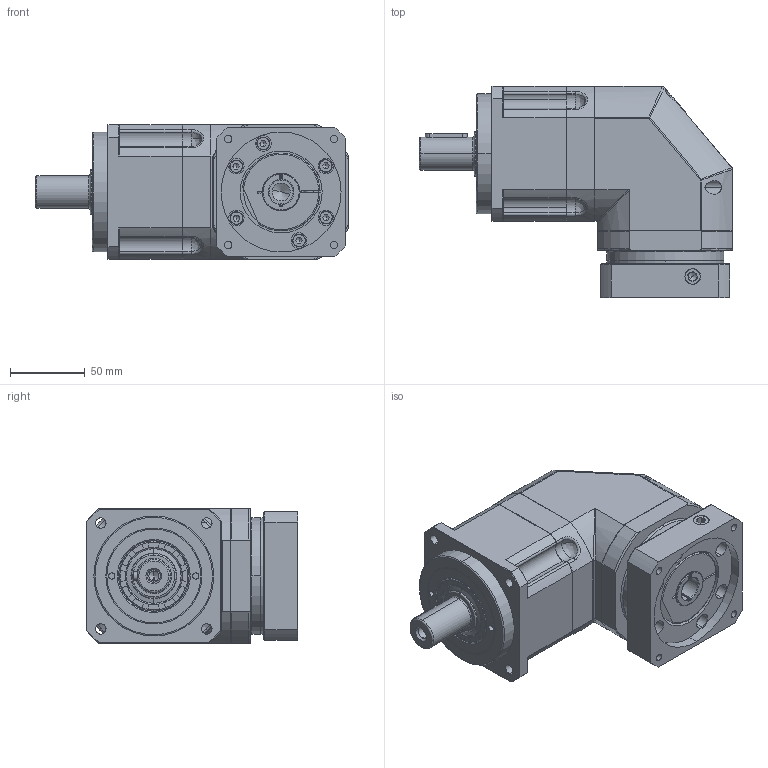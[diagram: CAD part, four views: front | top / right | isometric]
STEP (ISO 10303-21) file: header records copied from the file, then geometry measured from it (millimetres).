
FILE_DESCRIPTION (( 'STEP AP203' ), '1' );
FILE_NAME ('FABR090D-L1-16-80-100-M6-45.STEP', '2021-05-04T03:13:32', ( '微软用户' ), ( '微软中国' ), 'SwSTEP 2.0', 'SolidWorks 2016', '' );
FILE_SCHEMA (( 'CONFIG_CONTROL_DESIGN' ));
Length unit declared in the file: millimetre
Products named in the file (16): 输出内齿圈壳体FAB090D_1; 隅弇覃淕杶FAB090D_1_1; M5-12樓粟菜; 蚐猾30476_1_1; 输入法兰FAB090D-80x24.5xM6; A倰す瑩 6-28_8_1; 输入调整套19-16; 输入端壳体FABR090D_1; 一级直角箱体FABR090D-加螺栓; 输入轴锁紧环 23-52-14_3_1; FABR090D-L1-16-80-100-M6-45; hexagon socket head cap screws gb_GB_FASTENER_SCREWS_HSHCS M6X16-N_1; hex socket set screws with cone point gb_GB_FASTENER_SCREWS_HSCP M12X10-N_3_1; 输入轴 FABR090D(11)-19_1; 怀堤傷褲极FABR090D_1; 怀堤俴陎殤FAB090-5D_1_1
Assembly tree (20 placements, depth 2):
  FABR090D-L1-16-80-100-M6-45
    输入轴 FABR090D(11)-19_1
    怀堤俴陎殤FAB090-5D_1_1
    隅弇覃淕杶FAB090D_1_1
    蚐猾30476_1_1
    A倰す瑩 6-28_8_1
    输入端壳体FABR090D_1
    输入轴锁紧环 23-52-14_3_1
    hexagon socket head cap screws gb_GB_FASTENER_SCREWS_HSHCS M6X16-N_1
    hex socket set screws with cone point gb_GB_FASTENER_SCREWS_HSCP M12X10-N_3_1
    怀堤傷褲极FABR090D_1
    输出内齿圈壳体FAB090D_1
    M5-12樓粟菜  x6
    输入法兰FAB090D-80x24.5xM6
    输入调整套19-16
    一级直角箱体FABR090D-加螺栓
Bounding box: 209 x 141 x 90 mm (x, y, z)
Volume: 833327 mm3; surface area: 209776.7 mm2
Topology: 13 solids, 35 shells, 976 faces, 2377 edges, 1511 vertices
Faces by surface type: cylinder 398, plane 339, cone 126, bspline 103, torus 10
Entity records: 31658 total; most frequent: CARTESIAN_POINT 10644, ORIENTED_EDGE 4007, DIRECTION 4001, EDGE_CURVE 2023, AXIS2_PLACEMENT_3D 1585, VERTEX_POINT 1301, EDGE_LOOP 947, ADVANCED_FACE 836
